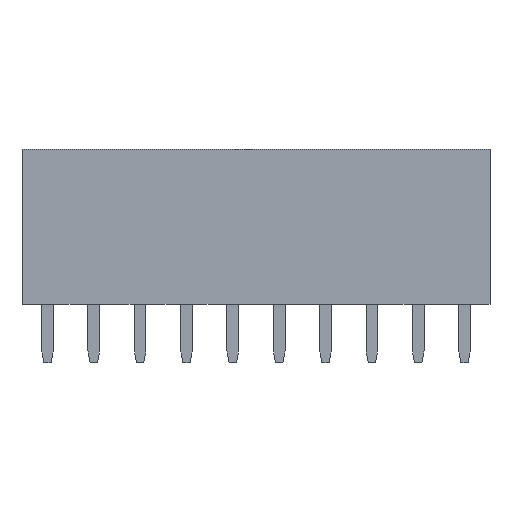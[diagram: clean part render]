
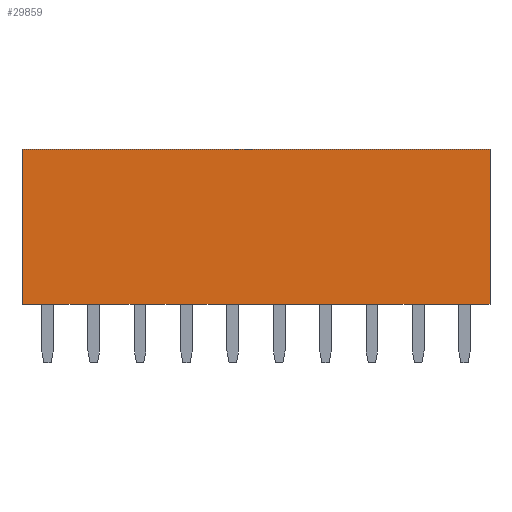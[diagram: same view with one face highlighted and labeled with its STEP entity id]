
A CAD part, front view. The second image highlights one B-rep face of the part: STEP entity #29859.
In plain terms, the highlighted planar face has unit normal (0, -1, 0).
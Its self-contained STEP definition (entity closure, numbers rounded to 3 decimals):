
#12571 = PLANE('',#12572);
#12572 = AXIS2_PLACEMENT_3D('',#12573,#12574,#12575);
#12573 = CARTESIAN_POINT('',(-12.825,-1.013,0.));
#12574 = DIRECTION('',(0.,0.,-1.));
#12575 = DIRECTION('',(0.,1.,0.));
#12864 = PLANE('',#12865);
#12865 = AXIS2_PLACEMENT_3D('',#12866,#12867,#12868);
#12866 = CARTESIAN_POINT('',(-12.825,0.,8.5));
#12867 = DIRECTION('',(0.,0.,1.));
#12868 = DIRECTION('',(0.,-1.,0.));
#13947 = PLANE('',#13948);
#13948 = AXIS2_PLACEMENT_3D('',#13949,#13950,#13951);
#13949 = CARTESIAN_POINT('',(12.825,0.,4.101)
  );
#13950 = DIRECTION('',(1.,0.,0.));
#13951 = DIRECTION('',(0.,1.,0.));
#14534 = VERTEX_POINT('',#14535);
#14535 = CARTESIAN_POINT('',(12.825,-1.25,0.));
#14556 = EDGE_CURVE('',#14557,#14534,#14559,.T.);
#14557 = VERTEX_POINT('',#14558);
#14558 = CARTESIAN_POINT('',(-12.825,-1.25,0.));
#14559 = SURFACE_CURVE('',#14560,(#14564,#14571),.PCURVE_S1.);
#14560 = LINE('',#14561,#14562);
#14561 = CARTESIAN_POINT('',(-12.825,-1.25,0.));
#14562 = VECTOR('',#14563,1.);
#14563 = DIRECTION('',(1.,0.,0.));
#14564 = PCURVE('',#12571,#14565);
#14565 = DEFINITIONAL_REPRESENTATION('',(#14566),#14570);
#14566 = LINE('',#14567,#14568);
#14567 = CARTESIAN_POINT('',(-0.238,0.));
#14568 = VECTOR('',#14569,1.);
#14569 = DIRECTION('',(0.,1.));
#14570 = ( GEOMETRIC_REPRESENTATION_CONTEXT(2) 
PARAMETRIC_REPRESENTATION_CONTEXT() REPRESENTATION_CONTEXT('2D SPACE',''
  ) );
#14571 = PCURVE('',#14572,#14577);
#14572 = PLANE('',#14573);
#14573 = AXIS2_PLACEMENT_3D('',#14574,#14575,#14576);
#14574 = CARTESIAN_POINT('',(-12.825,-1.25,4.25));
#14575 = DIRECTION('',(0.,-1.,0.));
#14576 = DIRECTION('',(0.,0.,-1.));
#14577 = DEFINITIONAL_REPRESENTATION('',(#14578),#14582);
#14578 = LINE('',#14579,#14580);
#14579 = CARTESIAN_POINT('',(4.25,0.));
#14580 = VECTOR('',#14581,1.);
#14581 = DIRECTION('',(0.,1.));
#14582 = ( GEOMETRIC_REPRESENTATION_CONTEXT(2) 
PARAMETRIC_REPRESENTATION_CONTEXT() REPRESENTATION_CONTEXT('2D SPACE',''
  ) );
#14600 = PLANE('',#14601);
#14601 = AXIS2_PLACEMENT_3D('',#14602,#14603,#14604);
#14602 = CARTESIAN_POINT('',(-12.825,0.,4.101)
  );
#14603 = DIRECTION('',(1.,0.,0.));
#14604 = DIRECTION('',(0.,1.,0.));
#29249 = VERTEX_POINT('',#29250);
#29250 = CARTESIAN_POINT('',(12.825,-1.25,8.5));
#29302 = VERTEX_POINT('',#29303);
#29303 = CARTESIAN_POINT('',(-12.825,-1.25,8.5));
#29324 = EDGE_CURVE('',#29302,#29249,#29325,.T.);
#29325 = SURFACE_CURVE('',#29326,(#29330,#29337),.PCURVE_S1.);
#29326 = LINE('',#29327,#29328);
#29327 = CARTESIAN_POINT('',(-12.825,-1.25,8.5));
#29328 = VECTOR('',#29329,1.);
#29329 = DIRECTION('',(1.,0.,0.));
#29330 = PCURVE('',#12864,#29331);
#29331 = DEFINITIONAL_REPRESENTATION('',(#29332),#29336);
#29332 = LINE('',#29333,#29334);
#29333 = CARTESIAN_POINT('',(1.25,0.));
#29334 = VECTOR('',#29335,1.);
#29335 = DIRECTION('',(0.,1.));
#29336 = ( GEOMETRIC_REPRESENTATION_CONTEXT(2) 
PARAMETRIC_REPRESENTATION_CONTEXT() REPRESENTATION_CONTEXT('2D SPACE',''
  ) );
#29337 = PCURVE('',#14572,#29338);
#29338 = DEFINITIONAL_REPRESENTATION('',(#29339),#29343);
#29339 = LINE('',#29340,#29341);
#29340 = CARTESIAN_POINT('',(-4.25,0.));
#29341 = VECTOR('',#29342,1.);
#29342 = DIRECTION('',(0.,1.));
#29343 = ( GEOMETRIC_REPRESENTATION_CONTEXT(2) 
PARAMETRIC_REPRESENTATION_CONTEXT() REPRESENTATION_CONTEXT('2D SPACE',''
  ) );
#29859 = ADVANCED_FACE('',(#29860),#14572,.T.);
#29860 = FACE_BOUND('',#29861,.T.);
#29861 = EDGE_LOOP('',(#29862,#29883,#29884,#29905));
#29862 = ORIENTED_EDGE('',*,*,#29863,.T.);
#29863 = EDGE_CURVE('',#14534,#29249,#29864,.T.);
#29864 = SURFACE_CURVE('',#29865,(#29869,#29876),.PCURVE_S1.);
#29865 = LINE('',#29866,#29867);
#29866 = CARTESIAN_POINT('',(12.825,-1.25,0.));
#29867 = VECTOR('',#29868,1.);
#29868 = DIRECTION('',(0.,0.,1.));
#29869 = PCURVE('',#14572,#29870);
#29870 = DEFINITIONAL_REPRESENTATION('',(#29871),#29875);
#29871 = LINE('',#29872,#29873);
#29872 = CARTESIAN_POINT('',(4.25,25.65));
#29873 = VECTOR('',#29874,1.);
#29874 = DIRECTION('',(-1.,0.));
#29875 = ( GEOMETRIC_REPRESENTATION_CONTEXT(2) 
PARAMETRIC_REPRESENTATION_CONTEXT() REPRESENTATION_CONTEXT('2D SPACE',''
  ) );
#29876 = PCURVE('',#13947,#29877);
#29877 = DEFINITIONAL_REPRESENTATION('',(#29878),#29882);
#29878 = LINE('',#29879,#29880);
#29879 = CARTESIAN_POINT('',(-1.25,-4.101));
#29880 = VECTOR('',#29881,1.);
#29881 = DIRECTION('',(0.,1.));
#29882 = ( GEOMETRIC_REPRESENTATION_CONTEXT(2) 
PARAMETRIC_REPRESENTATION_CONTEXT() REPRESENTATION_CONTEXT('2D SPACE',''
  ) );
#29883 = ORIENTED_EDGE('',*,*,#29324,.F.);
#29884 = ORIENTED_EDGE('',*,*,#29885,.F.);
#29885 = EDGE_CURVE('',#14557,#29302,#29886,.T.);
#29886 = SURFACE_CURVE('',#29887,(#29891,#29898),.PCURVE_S1.);
#29887 = LINE('',#29888,#29889);
#29888 = CARTESIAN_POINT('',(-12.825,-1.25,0.));
#29889 = VECTOR('',#29890,1.);
#29890 = DIRECTION('',(0.,0.,1.));
#29891 = PCURVE('',#14572,#29892);
#29892 = DEFINITIONAL_REPRESENTATION('',(#29893),#29897);
#29893 = LINE('',#29894,#29895);
#29894 = CARTESIAN_POINT('',(4.25,0.));
#29895 = VECTOR('',#29896,1.);
#29896 = DIRECTION('',(-1.,0.));
#29897 = ( GEOMETRIC_REPRESENTATION_CONTEXT(2) 
PARAMETRIC_REPRESENTATION_CONTEXT() REPRESENTATION_CONTEXT('2D SPACE',''
  ) );
#29898 = PCURVE('',#14600,#29899);
#29899 = DEFINITIONAL_REPRESENTATION('',(#29900),#29904);
#29900 = LINE('',#29901,#29902);
#29901 = CARTESIAN_POINT('',(-1.25,-4.101));
#29902 = VECTOR('',#29903,1.);
#29903 = DIRECTION('',(0.,1.));
#29904 = ( GEOMETRIC_REPRESENTATION_CONTEXT(2) 
PARAMETRIC_REPRESENTATION_CONTEXT() REPRESENTATION_CONTEXT('2D SPACE',''
  ) );
#29905 = ORIENTED_EDGE('',*,*,#14556,.T.);
